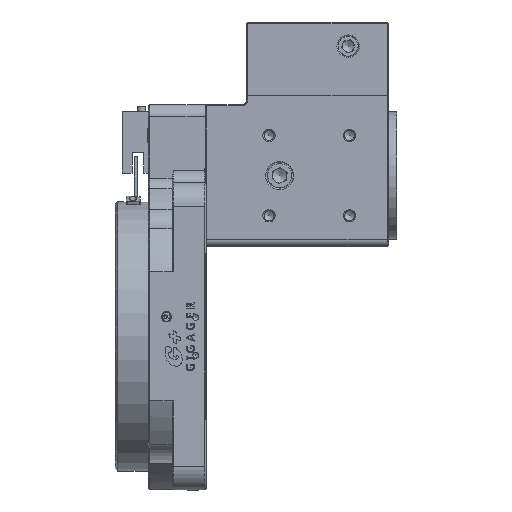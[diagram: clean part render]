
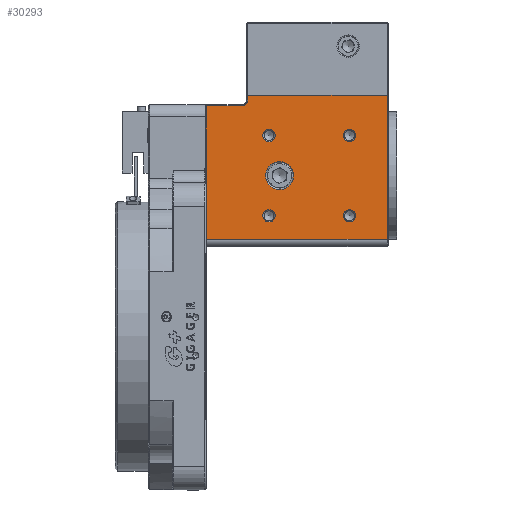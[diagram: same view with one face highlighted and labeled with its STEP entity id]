
A CAD part, left-side view. The second image highlights one B-rep face of the part: STEP entity #30293.
In plain terms, the highlighted planar face has unit normal (-1, 0, 0).
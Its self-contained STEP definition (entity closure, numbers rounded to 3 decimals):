
#144 = CIRCLE ( 'NONE', #20466, 2.6 ) ;
#859 = AXIS2_PLACEMENT_3D ( 'NONE', #11505, #11486, #11441 ) ;
#995 = EDGE_CURVE ( 'NONE', #4030, #4030, #3863, .T. ) ;
#1439 = VERTEX_POINT ( 'NONE', #26808 ) ;
#2311 = AXIS2_PLACEMENT_3D ( 'NONE', #35285, #35276, #35270 ) ;
#2330 = CARTESIAN_POINT ( 'NONE',  ( -30., -18., 100. ) ) ;
#2550 = CARTESIAN_POINT ( 'NONE',  ( -30., -61., 48.4 ) ) ;
#2583 = DIRECTION ( 'NONE',  ( 0., 0., -1. ) ) ;
#2601 = VERTEX_POINT ( 'NONE', #2550 ) ;
#2615 = CARTESIAN_POINT ( 'NONE',  ( -30., -0.5, 41. ) ) ;
#2620 = LINE ( 'NONE', #2615, #10067 ) ;
#3863 = CIRCLE ( 'NONE', #24318, 2.6 ) ;
#3929 = AXIS2_PLACEMENT_3D ( 'NONE', #34737, #34732, #34689 ) ;
#4018 = CARTESIAN_POINT ( 'NONE',  ( -30., -27., 82.4 ) ) ;
#4030 = VERTEX_POINT ( 'NONE', #4018 ) ;
#4185 = EDGE_CURVE ( 'NONE', #2601, #2601, #19609, .T. ) ;
#4204 = VECTOR ( 'NONE', #10361, 1000. ) ;
#4223 = VERTEX_POINT ( 'NONE', #34493 ) ;
#5118 = VERTEX_POINT ( 'NONE', #24961 ) ;
#7281 = VECTOR ( 'NONE', #7945, 1000. ) ;
#7601 = DIRECTION ( 'NONE',  ( 0., 1., 0. ) ) ;
#7626 = CARTESIAN_POINT ( 'NONE',  ( -30., -15., 97.5 ) ) ;
#7631 = LINE ( 'NONE', #7626, #27432 ) ;
#7945 = DIRECTION ( 'NONE',  ( 0., 0., 1. ) ) ;
#7962 = CARTESIAN_POINT ( 'NONE',  ( -30., -77., 41. ) ) ;
#7991 = LINE ( 'NONE', #7962, #7281 ) ;
#8406 = CIRCLE ( 'NONE', #29084, 2.6 ) ;
#9449 = EDGE_CURVE ( 'NONE', #35404, #10568, #10417, .T. ) ;
#10067 = VECTOR ( 'NONE', #2583, 1000. ) ;
#10088 = EDGE_CURVE ( 'NONE', #4223, #18339, #2620, .T. ) ;
#10361 = DIRECTION ( 'NONE',  ( 0., -1., 0. ) ) ;
#10378 = CARTESIAN_POINT ( 'NONE',  ( -30., -15., 102. ) ) ;
#10386 = EDGE_CURVE ( 'NONE', #1439, #17840, #36082, .T. ) ;
#10417 = LINE ( 'NONE', #10378, #4204 ) ;
#10568 = VERTEX_POINT ( 'NONE', #34491 ) ;
#10876 = EDGE_CURVE ( 'NONE', #18339, #5118, #31737, .T. ) ;
#11441 = DIRECTION ( 'NONE',  ( 0., 0., -1. ) ) ;
#11460 = EDGE_CURVE ( 'NONE', #35225, #35225, #144, .T. ) ;
#11486 = DIRECTION ( 'NONE',  ( 1., 0., 0. ) ) ;
#11505 = CARTESIAN_POINT ( 'NONE',  ( -30., -31.5, 68. ) ) ;
#12277 = EDGE_CURVE ( 'NONE', #34846, #34846, #8406, .T. ) ;
#12599 = EDGE_CURVE ( 'NONE', #34620, #34620, #16565, .T. ) ;
#13478 = VERTEX_POINT ( 'NONE', #2330 ) ;
#13741 = EDGE_LOOP ( 'NONE', ( #20381 ) ) ;
#13906 = CIRCLE ( 'NONE', #34844, 2.5 ) ;
#15776 = DIRECTION ( 'NONE',  ( 0., 0., -1. ) ) ;
#15785 = DIRECTION ( 'NONE',  ( 1., 0., 0. ) ) ;
#15821 = CARTESIAN_POINT ( 'NONE',  ( -30., -27., 51. ) ) ;
#16051 = EDGE_CURVE ( 'NONE', #5118, #10568, #7991, .T. ) ;
#16565 = CIRCLE ( 'NONE', #859, 5.9 ) ;
#16862 = EDGE_LOOP ( 'NONE', ( #19948 ) ) ;
#17840 = VERTEX_POINT ( 'NONE', #22942 ) ;
#18039 = CARTESIAN_POINT ( 'NONE',  ( -30., -18., 102. ) ) ;
#18059 = CARTESIAN_POINT ( 'NONE',  ( -30., -0.5, 41. ) ) ;
#18261 = EDGE_LOOP ( 'NONE', ( #20064 ) ) ;
#18339 = VERTEX_POINT ( 'NONE', #18059 ) ;
#19609 = CIRCLE ( 'NONE', #3929, 2.6 ) ;
#19948 = ORIENTED_EDGE ( 'NONE', *, *, #995, .T. ) ;
#19997 = ORIENTED_EDGE ( 'NONE', *, *, #11460, .T. ) ;
#20064 = ORIENTED_EDGE ( 'NONE', *, *, #4185, .T. ) ;
#20078 = ORIENTED_EDGE ( 'NONE', *, *, #16051, .T. ) ;
#20109 = ORIENTED_EDGE ( 'NONE', *, *, #12277, .T. ) ;
#20381 = ORIENTED_EDGE ( 'NONE', *, *, #12599, .T. ) ;
#20466 = AXIS2_PLACEMENT_3D ( 'NONE', #25665, #25629, #25620 ) ;
#20511 = ORIENTED_EDGE ( 'NONE', *, *, #9449, .F. ) ;
#20553 = ORIENTED_EDGE ( 'NONE', *, *, #23881, .T. ) ;
#20728 = ORIENTED_EDGE ( 'NONE', *, *, #34074, .T. ) ;
#20813 = ORIENTED_EDGE ( 'NONE', *, *, #10386, .T. ) ;
#20917 = ORIENTED_EDGE ( 'NONE', *, *, #36318, .T. ) ;
#20922 = ORIENTED_EDGE ( 'NONE', *, *, #10088, .T. ) ;
#20971 = ORIENTED_EDGE ( 'NONE', *, *, #10876, .T. ) ;
#22942 = CARTESIAN_POINT ( 'NONE',  ( -30., -10.101, 97.5 ) ) ;
#23491 = EDGE_LOOP ( 'NONE', ( #19997 ) ) ;
#23881 = EDGE_CURVE ( 'NONE', #35404, #13478, #32820, .T. ) ;
#24050 = VECTOR ( 'NONE', #31691, 1000. ) ;
#24318 = AXIS2_PLACEMENT_3D ( 'NONE', #34303, #34295, #34257 ) ;
#24961 = CARTESIAN_POINT ( 'NONE',  ( -30., -77., 41. ) ) ;
#25620 = DIRECTION ( 'NONE',  ( 0., 0., -1. ) ) ;
#25629 = DIRECTION ( 'NONE',  ( 1., 0., 0. ) ) ;
#25665 = CARTESIAN_POINT ( 'NONE',  ( -30., -61., 85. ) ) ;
#26276 = VECTOR ( 'NONE', #32779, 1000. ) ;
#26808 = CARTESIAN_POINT ( 'NONE',  ( -30., -15.5, 97.5 ) ) ;
#27432 = VECTOR ( 'NONE', #7601, 1000. ) ;
#29084 = AXIS2_PLACEMENT_3D ( 'NONE', #15821, #15785, #15776 ) ;
#30293 = ADVANCED_FACE ( 'NONE', ( #35424, #35409, #35372, #35361, #35351, #35316 ), #35311, .F. ) ;
#31165 = EDGE_LOOP ( 'NONE', ( #20511, #20553, #20728, #20813, #20917, #20922, #20971, #20078 ) ) ;
#31691 = DIRECTION ( 'NONE',  ( 0., -1., 0. ) ) ;
#31698 = CARTESIAN_POINT ( 'NONE',  ( -30., -15., 41. ) ) ;
#31737 = LINE ( 'NONE', #31698, #24050 ) ;
#31834 = EDGE_LOOP ( 'NONE', ( #20109 ) ) ;
#32083 = DIRECTION ( 'NONE',  ( 0., 0., -1. ) ) ;
#32096 = DIRECTION ( 'NONE',  ( 1., 0., 0. ) ) ;
#32121 = CARTESIAN_POINT ( 'NONE',  ( -30., -15.5, 100. ) ) ;
#32779 = DIRECTION ( 'NONE',  ( 0., 0., -1. ) ) ;
#32783 = CARTESIAN_POINT ( 'NONE',  ( -30., -18., 41. ) ) ;
#32820 = LINE ( 'NONE', #32783, #26276 ) ;
#34074 = EDGE_CURVE ( 'NONE', #13478, #1439, #13906, .T. ) ;
#34257 = DIRECTION ( 'NONE',  ( 0., 0., -1. ) ) ;
#34295 = DIRECTION ( 'NONE',  ( 1., 0., 0. ) ) ;
#34303 = CARTESIAN_POINT ( 'NONE',  ( -30., -27., 85. ) ) ;
#34491 = CARTESIAN_POINT ( 'NONE',  ( -30., -77., 102. ) ) ;
#34493 = CARTESIAN_POINT ( 'NONE',  ( -30., -0.5, 97.5 ) ) ;
#34609 = CARTESIAN_POINT ( 'NONE',  ( -30., -31.5, 62.1 ) ) ;
#34620 = VERTEX_POINT ( 'NONE', #34609 ) ;
#34689 = DIRECTION ( 'NONE',  ( 0., 0., -1. ) ) ;
#34732 = DIRECTION ( 'NONE',  ( 1., 0., 0. ) ) ;
#34737 = CARTESIAN_POINT ( 'NONE',  ( -30., -61., 51. ) ) ;
#34805 = CARTESIAN_POINT ( 'NONE',  ( -30., -27., 48.4 ) ) ;
#34844 = AXIS2_PLACEMENT_3D ( 'NONE', #32121, #32096, #32083 ) ;
#34846 = VERTEX_POINT ( 'NONE', #34805 ) ;
#35222 = CARTESIAN_POINT ( 'NONE',  ( -30., -61., 82.4 ) ) ;
#35225 = VERTEX_POINT ( 'NONE', #35222 ) ;
#35270 = DIRECTION ( 'NONE',  ( 0., 0., -1. ) ) ;
#35276 = DIRECTION ( 'NONE',  ( 1., 0., 0. ) ) ;
#35285 = CARTESIAN_POINT ( 'NONE',  ( -30., -15., 41. ) ) ;
#35311 = PLANE ( 'NONE',  #2311 ) ;
#35316 = FACE_BOUND ( 'NONE', #16862, .T. ) ;
#35351 = FACE_BOUND ( 'NONE', #23491, .T. ) ;
#35361 = FACE_BOUND ( 'NONE', #18261, .T. ) ;
#35372 = FACE_BOUND ( 'NONE', #31834, .T. ) ;
#35404 = VERTEX_POINT ( 'NONE', #18039 ) ;
#35409 = FACE_OUTER_BOUND ( 'NONE', #31165, .T. ) ;
#35424 = FACE_BOUND ( 'NONE', #13741, .T. ) ;
#35548 = VECTOR ( 'NONE', #36041, 1000. ) ;
#36041 = DIRECTION ( 'NONE',  ( 0., 1., 0. ) ) ;
#36048 = CARTESIAN_POINT ( 'NONE',  ( -30., -15., 97.5 ) ) ;
#36082 = LINE ( 'NONE', #36048, #35548 ) ;
#36318 = EDGE_CURVE ( 'NONE', #17840, #4223, #7631, .T. ) ;
